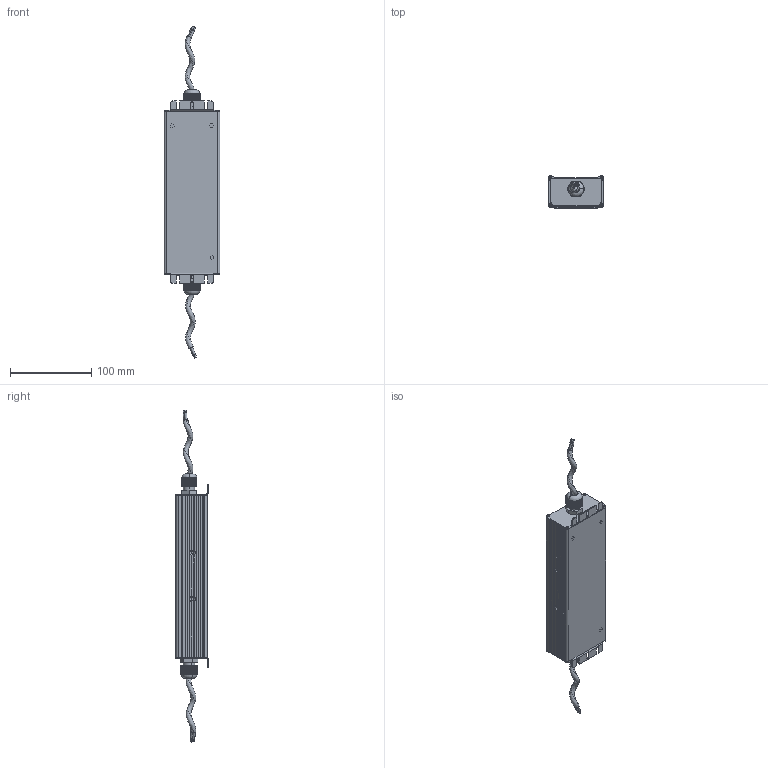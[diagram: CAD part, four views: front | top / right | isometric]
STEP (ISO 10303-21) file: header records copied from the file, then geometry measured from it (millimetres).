
FILE_DESCRIPTION (( 'STEP AP214' ), '1' );
FILE_NAME ('CDKW-S100W軞蚾.STEP', '2025-03-06T02:32:46', ( 'China' ), ( 'Home' ), 'SwSTEP 2.0', 'SolidWorks 2019', '' );
FILE_SCHEMA (( 'AUTOMOTIVE_DESIGN' ));
Length unit declared in the file: millimetre
Products named in the file (6): CDKW怀堤盄; CDKW-S100W裔; CDKW-S100W軞蚾; CDKW-S100W菁釱; 耜裔; cdKW输入线
Assembly tree (6 placements, depth 2):
  CDKW-S100W軞蚾
    CDKW-S100W菁釱
    CDKW-S100W裔
    耜裔  x2
    CDKW怀堤盄
    cdKW输入线
Bounding box: 69 x 39.69 x 409.39 mm (x, y, z)
Volume: 102519.3 mm3; surface area: 116145.5 mm2
Topology: 17 solids, 17 shells, 1412 faces, 3903 edges, 2522 vertices
Faces by surface type: plane 1206, cylinder 160, cone 38, bspline 4, torus 4
Entity records: 56428 total; most frequent: CARTESIAN_POINT 10610, ORIENTED_EDGE 7388, DIRECTION 6806, EDGE_CURVE 3694, LINE 3198, VECTOR 3198, VERTEX_POINT 2400, AXIS2_PLACEMENT_3D 1804
